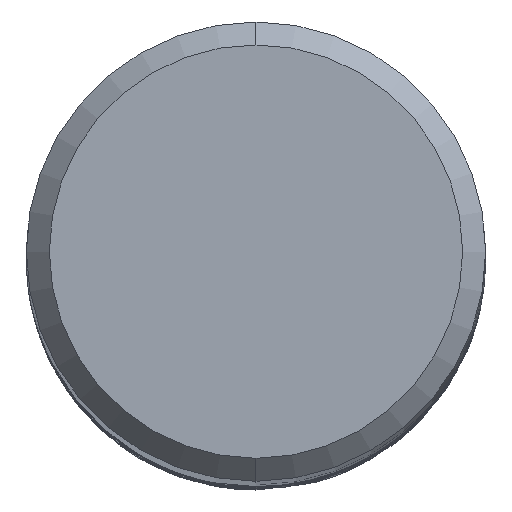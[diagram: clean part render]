
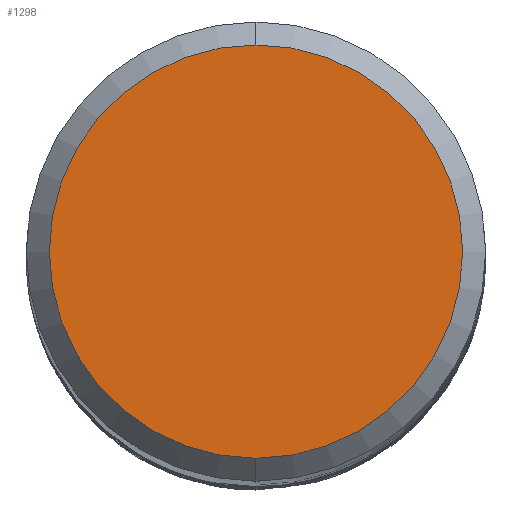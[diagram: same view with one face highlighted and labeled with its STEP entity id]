
A CAD part, top view. The second image highlights one B-rep face of the part: STEP entity #1298.
In plain terms, the highlighted planar face has unit normal (0, 0, 1).
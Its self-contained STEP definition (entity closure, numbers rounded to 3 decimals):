
#956=EDGE_CURVE('',#1622,#1496,#2610,.T.);
#972=EDGE_CURVE('',#1496,#1622,#2627,.T.);
#1298=ADVANCED_FACE('',(#2983),#2984,.T.);
#1496=VERTEX_POINT('',#3199);
#1622=VERTEX_POINT('',#3343);
#2610=CIRCLE('',#5913,3.6);
#2627=CIRCLE('',#6470,3.6);
#2983=FACE_OUTER_BOUND('',#11493,.T.);
#2984=PLANE('',#11494);
#3199=CARTESIAN_POINT('',(0.0,3.6,0.0));
#3343=CARTESIAN_POINT('',(0.,-3.6,0.0));
#5913=AXIS2_PLACEMENT_3D('',#28510,#28511,#28512);
#6470=AXIS2_PLACEMENT_3D('',#28527,#28528,#28529);
#11493=EDGE_LOOP('',(#28882,#28883));
#11494=AXIS2_PLACEMENT_3D('',#28884,#28885,#28886);
#28510=CARTESIAN_POINT('',(0.0,0.0,0.0));
#28511=DIRECTION('',(0.0,0.0,-1.0));
#28512=DIRECTION('',(0.0,1.0,0.0));
#28527=CARTESIAN_POINT('',(0.0,0.0,0.0));
#28528=DIRECTION('',(0.0,0.0,-1.0));
#28529=DIRECTION('',(0.0,1.0,0.0));
#28882=ORIENTED_EDGE('',*,*,#972,.F.);
#28883=ORIENTED_EDGE('',*,*,#956,.F.);
#28884=CARTESIAN_POINT('',(0.0,1.8,0.0));
#28885=DIRECTION('',(-0.0,0.0,1.0));
#28886=DIRECTION('',(0.0,-1.0,0.0));
